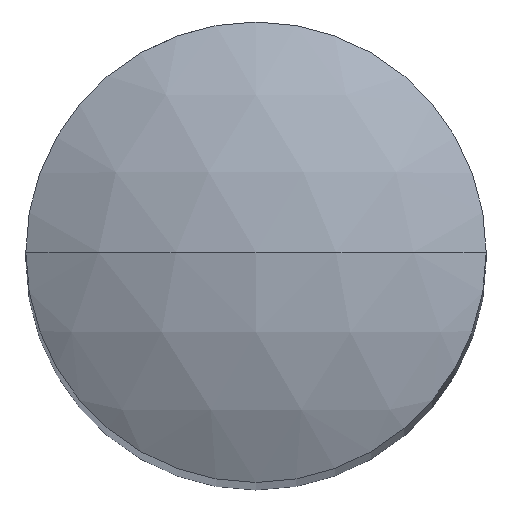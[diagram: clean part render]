
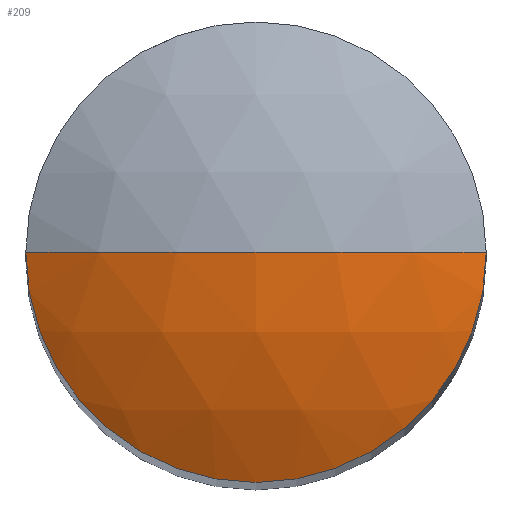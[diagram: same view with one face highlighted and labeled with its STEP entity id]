
A CAD part, top view. The second image highlights one B-rep face of the part: STEP entity #209.
In plain terms, the highlighted spherical face has radius 2 mm.
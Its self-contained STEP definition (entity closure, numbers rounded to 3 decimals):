
#14 = ORIENTED_EDGE ( 'NONE', *, *, #445, .F. ) ;
#66 = CIRCLE ( 'NONE', #227, 1. ) ;
#208 = DIRECTION ( 'NONE',  ( 0., 0., -1. ) ) ;
#209 = ADVANCED_FACE ( 'NONE', ( #690 ), #230, .T. ) ;
#212 = DIRECTION ( 'NONE',  ( 1., 0., 0. ) ) ;
#220 = DIRECTION ( 'NONE',  ( 0., -1., 0. ) ) ;
#227 = AXIS2_PLACEMENT_3D ( 'NONE', #786, #208, #677 ) ;
#230 = SPHERICAL_SURFACE ( 'NONE', #287, 2. ) ;
#232 = AXIS2_PLACEMENT_3D ( 'NONE', #435, #868, #511 ) ;
#234 = CARTESIAN_POINT ( 'NONE',  ( 0., 0., 8. ) ) ;
#268 = AXIS2_PLACEMENT_3D ( 'NONE', #234, #220, #212 ) ;
#279 = ORIENTED_EDGE ( 'NONE', *, *, #405, .T. ) ;
#287 = AXIS2_PLACEMENT_3D ( 'NONE', #553, #462, #471 ) ;
#390 = VERTEX_POINT ( 'NONE', #577 ) ;
#395 = VERTEX_POINT ( 'NONE', #585 ) ;
#405 = EDGE_CURVE ( 'NONE', #395, #390, #530, .T. ) ;
#435 = CARTESIAN_POINT ( 'NONE',  ( 0., 0., 8. ) ) ;
#438 = EDGE_CURVE ( 'NONE', #616, #390, #66, .T. ) ;
#445 = EDGE_CURVE ( 'NONE', #395, #616, #485, .T. ) ;
#462 = DIRECTION ( 'NONE',  ( 0., -1., 0. ) ) ;
#471 = DIRECTION ( 'NONE',  ( 1., 0., 0. ) ) ;
#485 = CIRCLE ( 'NONE', #232, 2. ) ;
#511 = DIRECTION ( 'NONE',  ( 0., 0., 1. ) ) ;
#530 = CIRCLE ( 'NONE', #268, 2. ) ;
#553 = CARTESIAN_POINT ( 'NONE',  ( 0., 0., 8. ) ) ;
#577 = CARTESIAN_POINT ( 'NONE',  ( -1., 0., 9.732 ) ) ;
#585 = CARTESIAN_POINT ( 'NONE',  ( 0., 0., 10. ) ) ;
#616 = VERTEX_POINT ( 'NONE', #647 ) ;
#647 = CARTESIAN_POINT ( 'NONE',  ( 1., 0., 9.732 ) ) ;
#677 = DIRECTION ( 'NONE',  ( -1., 0., 0. ) ) ;
#690 = FACE_OUTER_BOUND ( 'NONE', #781, .T. ) ;
#781 = EDGE_LOOP ( 'NONE', ( #14, #279, #794 ) ) ;
#786 = CARTESIAN_POINT ( 'NONE',  ( 0., 0., 9.732 ) ) ;
#794 = ORIENTED_EDGE ( 'NONE', *, *, #438, .F. ) ;
#868 = DIRECTION ( 'NONE',  ( 0., 1., 0. ) ) ;
